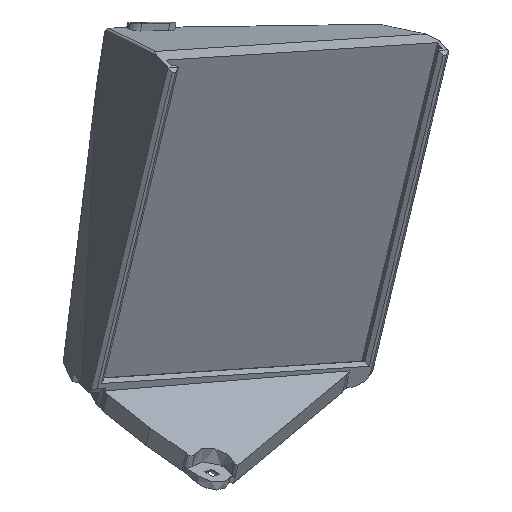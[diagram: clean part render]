
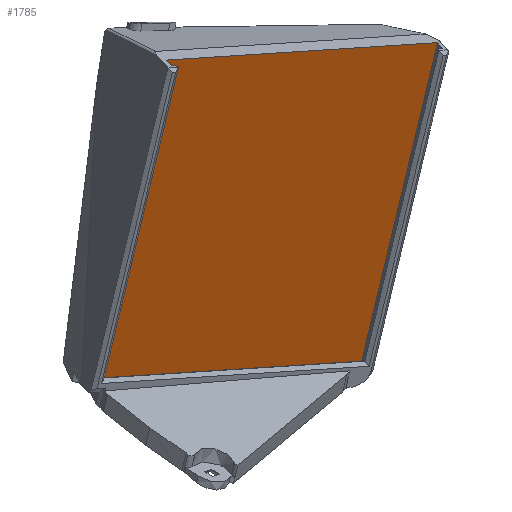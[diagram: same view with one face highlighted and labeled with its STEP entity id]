
A CAD part, front view. The second image highlights one B-rep face of the part: STEP entity #1785.
In plain terms, the highlighted planar face has unit normal (0.452, -0.738, -0.501).
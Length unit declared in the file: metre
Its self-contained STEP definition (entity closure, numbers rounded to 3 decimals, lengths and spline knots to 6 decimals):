
#112=PLANE('',#1926);
#189=FACE_OUTER_BOUND('',#291,.T.);
#291=EDGE_LOOP('',(#1345,#1346,#1347,#1348));
#421=LINE('',#5086,#576);
#422=LINE('',#5088,#577);
#423=LINE('',#5090,#578);
#424=LINE('',#5091,#579);
#576=VECTOR('',#2217,1.);
#577=VECTOR('',#2218,1.);
#578=VECTOR('',#2219,1.);
#579=VECTOR('',#2220,1.);
#825=VERTEX_POINT('',#5084);
#826=VERTEX_POINT('',#5085);
#827=VERTEX_POINT('',#5087);
#828=VERTEX_POINT('',#5089);
#1024=EDGE_CURVE('',#825,#826,#421,.F.);
#1025=EDGE_CURVE('',#825,#827,#422,.T.);
#1026=EDGE_CURVE('',#827,#828,#423,.T.);
#1027=EDGE_CURVE('',#828,#826,#424,.T.);
#1345=ORIENTED_EDGE('',*,*,#1024,.F.);
#1346=ORIENTED_EDGE('',*,*,#1025,.T.);
#1347=ORIENTED_EDGE('',*,*,#1026,.T.);
#1348=ORIENTED_EDGE('',*,*,#1027,.T.);
#1785=ADVANCED_FACE('',(#189),#112,.T.);
#1926=AXIS2_PLACEMENT_3D('',#5083,#2215,#2216);
#2215=DIRECTION('center_axis',(0.452,-0.738,-0.501));
#2216=DIRECTION('ref_axis',(-0.106,0.513,-0.852));
#2217=DIRECTION('',(-0.868,-0.493,-0.056));
#2218=DIRECTION('',(-0.206,0.46,-0.864));
#2219=DIRECTION('',(0.868,0.493,0.056));
#2220=DIRECTION('',(0.206,-0.46,0.864));
#5083=CARTESIAN_POINT('Origin',(-0.073145,-0.083185,
-0.031169));
#5084=CARTESIAN_POINT('',(-0.092723,-0.115924,-0.000569));
#5085=CARTESIAN_POINT('',(-0.038206,-0.084949,0.002933));
#5086=CARTESIAN_POINT('',(-0.065465,-0.100437,0.001182));
#5087=CARTESIAN_POINT('',(-0.108022,-0.081743,-0.064742));
#5088=CARTESIAN_POINT('',(-0.100434,-0.098696,-0.032915));
#5089=CARTESIAN_POINT('',(-0.053504,-0.050768,-0.061239));
#5090=CARTESIAN_POINT('',(-0.080763,-0.066256,-0.06299));
#5091=CARTESIAN_POINT('',(-0.045917,-0.067721,-0.029412));
